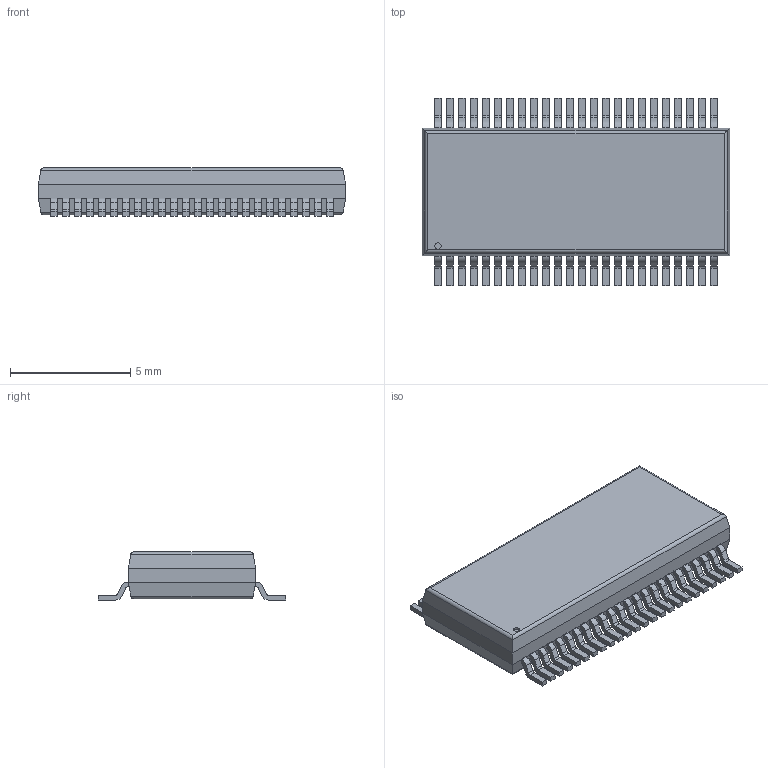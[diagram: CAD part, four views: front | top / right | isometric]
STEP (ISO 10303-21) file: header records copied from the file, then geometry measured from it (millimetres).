
FILE_DESCRIPTION (( 'STEP AP214' ), '1' );
FILE_NAME ( 'SOP48P50_1280X780X200L75X25.STEP', '2023-03-27T20:52:33', ( '' ), ( '' ), '', '©2017 PCB Libraries, Inc.', '' );
FILE_SCHEMA (( 'AUTOMOTIVE_DESIGN' ));
Length unit declared in the file: millimetre
Products named in the file (1): SOP48P50_1280X780X200L75X25
Bounding box: 12.8 x 7.8 x 2 mm (x, y, z)
Volume: 133.1 mm3; surface area: 268.2 mm2
Topology: 49 solids, 49 shells, 697 faces, 1778 edges, 1180 vertices
Faces by surface type: plane 495, cylinder 202
Entity records: 23493 total; most frequent: CARTESIAN_POINT 3680, ORIENTED_EDGE 3556, DIRECTION 3554, EDGE_CURVE 1778, VECTOR 1382, LINE 1382, VERTEX_POINT 1180, AXIS2_PLACEMENT_3D 1086
